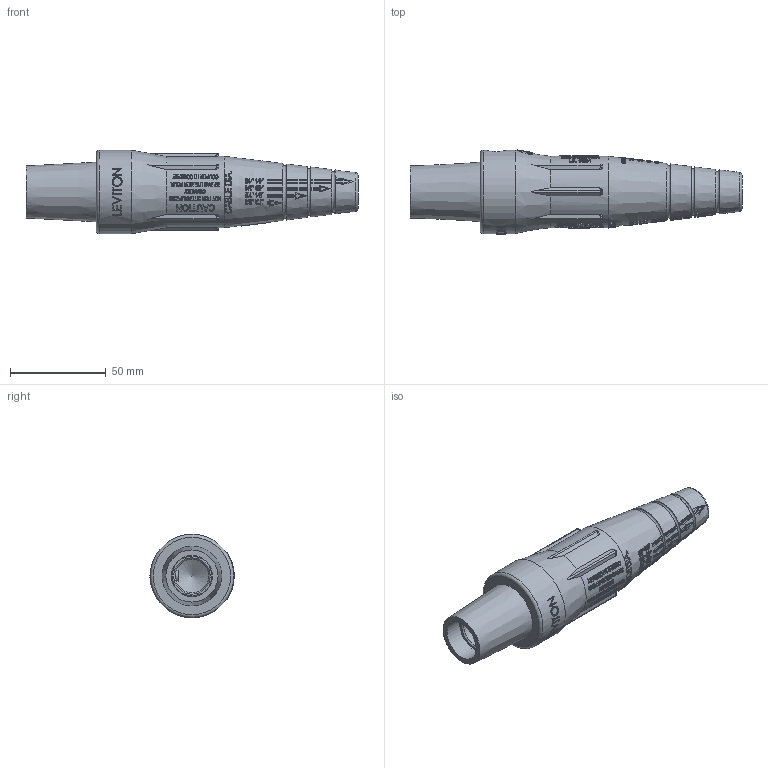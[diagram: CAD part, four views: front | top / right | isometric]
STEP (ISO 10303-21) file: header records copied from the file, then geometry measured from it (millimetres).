
FILE_DESCRIPTION (( 'STEP AP214' ), '1' );
FILE_NAME ('CATSTD-16D29-0UX-M01.STEP', '2022-08-02T14:08:31', ( '' ), ( '' ), 'SwSTEP 2.0', 'SolidWorks 2020', '' );
FILE_SCHEMA (( 'AUTOMOTIVE_DESIGN' ));
Length unit declared in the file: inch
Products named in the file (1): CATSTD-16D29-0UX-M01
Bounding box: 173.56 x 44.09 x 43.64 mm (x, y, z)
Volume: 143927.1 mm3; surface area: 23885.8 mm2
Topology: 2 solids, 3 shells, 2754 faces, 7298 edges, 4834 vertices
Faces by surface type: plane 1420, bspline 944, cylinder 210, cone 169, torus 6, sphere 5
Full cylindrical faces by diameter (mm): 3.725 x1, 3.962 x1, 4.039 x1, 4.572 x1, 5.55 x1, 11.227 x1, 12.192 x1, 17.462 x1, 21.59 x1, 22.098 x1, 37.287 x1, 43.637 x1
Entity records: 166591 total; most frequent: CARTESIAN_POINT 70574, ORIENTED_EDGE 14456, DIRECTION 9203, EDGE_CURVE 7228, VERTEX_POINT 4816, EDGE_LOOP 3088, LINE 3069, VECTOR 3069
